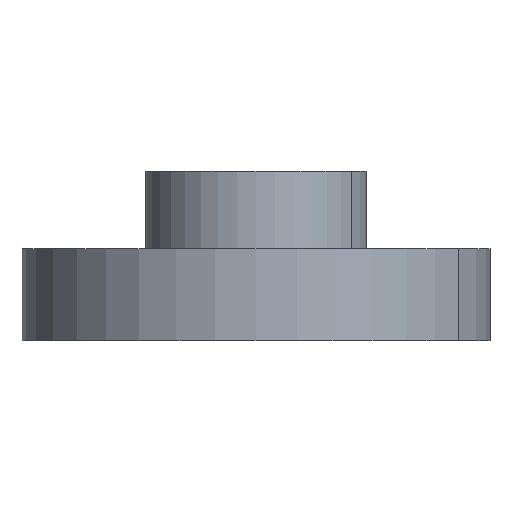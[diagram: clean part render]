
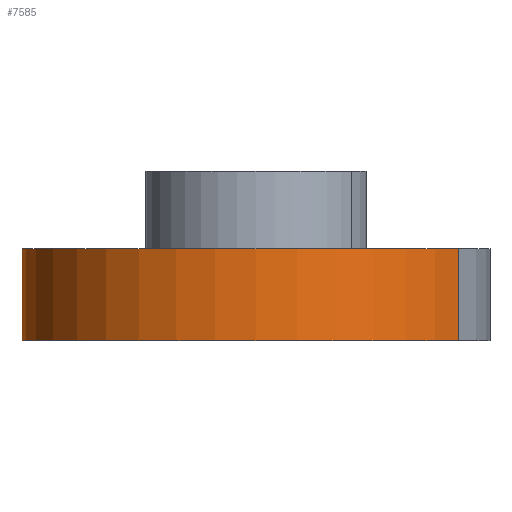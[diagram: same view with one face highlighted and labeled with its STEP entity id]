
A CAD part, left-side view. The second image highlights one B-rep face of the part: STEP entity #7585.
In plain terms, the highlighted cylindrical face has radius 12.7 mm (diameter 25.4 mm), a partial arc.
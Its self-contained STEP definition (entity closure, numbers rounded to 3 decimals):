
#384 = EDGE_CURVE ( 'NONE', #9304, #2568, #9391, .T. ) ;
#659 = VERTEX_POINT ( 'NONE', #3104 ) ;
#688 = CARTESIAN_POINT ( 'NONE',  ( 5.96, 11.217, 1.594 ) ) ;
#736 = CARTESIAN_POINT ( 'NONE',  ( 5.425, 11.484, 1.309 ) ) ;
#807 = CARTESIAN_POINT ( 'NONE',  ( 6.35, 10.999, 1.637 ) ) ;
#873 = EDGE_CURVE ( 'NONE', #8939, #2568, #10646, .T. ) ;
#978 = ORIENTED_EDGE ( 'NONE', *, *, #873, .F. ) ;
#990 = DIRECTION ( 'NONE',  ( 0., 0., -1. ) ) ;
#1228 = VECTOR ( 'NONE', #9548, 1000. ) ;
#1665 = CARTESIAN_POINT ( 'NONE',  ( 4.833, 11.744, -0.215 ) ) ;
#1749 = CARTESIAN_POINT ( 'NONE',  ( 6.349, 10.999, 1.637 ) ) ;
#1770 = CARTESIAN_POINT ( 'NONE',  ( 5.146, 11.611, -1. ) ) ;
#2051 = EDGE_CURVE ( 'NONE', #6470, #659, #4323, .T. ) ;
#2568 = VERTEX_POINT ( 'NONE', #7335 ) ;
#2794 = CARTESIAN_POINT ( 'NONE',  ( 6.35, 10.998, -1.637 ) ) ;
#2840 = CARTESIAN_POINT ( 'NONE',  ( 5.962, 11.216, -1.594 ) ) ;
#2995 = CARTESIAN_POINT ( 'NONE',  ( 4.874, 11.728, -0.425 ) ) ;
#3043 = CARTESIAN_POINT ( 'NONE',  ( 5.031, 11.661, -0.821 ) ) ;
#3104 = CARTESIAN_POINT ( 'NONE',  ( 6.35, 10.998, 1.637 ) ) ;
#3293 = AXIS2_PLACEMENT_3D ( 'NONE', #3696, #7032, #8314 ) ;
#3400 = CARTESIAN_POINT ( 'NONE',  ( 6.35, 10.998, 2.5 ) ) ;
#3414 = CARTESIAN_POINT ( 'NONE',  ( -6.35, -10.999, 2.5 ) ) ;
#3696 = CARTESIAN_POINT ( 'NONE',  ( 0., 0., 2.5 ) ) ;
#3754 = ORIENTED_EDGE ( 'NONE', *, *, #13175, .T. ) ;
#3843 = AXIS2_PLACEMENT_3D ( 'NONE', #5409, #14630, #5455 ) ;
#3951 = DIRECTION ( 'NONE',  ( 0., 0., -1. ) ) ;
#4169 = CARTESIAN_POINT ( 'NONE',  ( 6.348, 10.999, 1.637 ) ) ;
#4323 = LINE ( 'NONE', #5994, #1228 ) ;
#4381 = CARTESIAN_POINT ( 'NONE',  ( 6.35, 10.998, 1.637 ) ) ;
#4956 = DIRECTION ( 'NONE',  ( 0., 0., 1. ) ) ;
#5027 = EDGE_CURVE ( 'NONE', #659, #13250, #11327, .T. ) ;
#5303 = CARTESIAN_POINT ( 'NONE',  ( 5.144, 11.612, 0.997 ) ) ;
#5409 = CARTESIAN_POINT ( 'NONE',  ( 0., 0., 2.5 ) ) ;
#5455 = DIRECTION ( 'NONE',  ( -0.5, -0.866, 0. ) ) ;
#5710 = VECTOR ( 'NONE', #990, 1000. ) ;
#5994 = CARTESIAN_POINT ( 'NONE',  ( 6.35, 10.998, 2.5 ) ) ;
#6470 = VERTEX_POINT ( 'NONE', #10197 ) ;
#6969 = B_SPLINE_CURVE_WITH_KNOTS ( 'NONE', 3,
 ( #9821, #12260, #688, #10931, #736, #7574, #5303, #7626, #9925, #12166, #13439, #12116, #1665, #2995, #13248, #13293, #3043, #1770, #8713, #8666, #9726, #2840, #11084, #12207 ),
 .UNSPECIFIED., .F., .F.,
 ( 4, 2, 2, 2, 2, 2, 2, 2, 2, 2, 2, 4 ),
 ( 0.5, 0.563, 0.625, 0.656, 0.688, 0.75, 0.781, 0.813, 0.844, 0.875, 0.938, 1. ),
 .UNSPECIFIED. ) ;
#7032 = DIRECTION ( 'NONE',  ( 0., 0., 1. ) ) ;
#7132 = CARTESIAN_POINT ( 'NONE',  ( 6.348, 10.999, 1.637 ) ) ;
#7241 = DIRECTION ( 'NONE',  ( 0.5, 0.866, 0. ) ) ;
#7335 = CARTESIAN_POINT ( 'NONE',  ( -6.35, -10.999, -2.5 ) ) ;
#7574 = CARTESIAN_POINT ( 'NONE',  ( 5.21, 11.582, 1.081 ) ) ;
#7585 = ADVANCED_FACE ( 'NONE', ( #10519 ), #12520, .T. ) ;
#7626 = CARTESIAN_POINT ( 'NONE',  ( 5.031, 11.661, 0.82 ) ) ;
#7782 = CARTESIAN_POINT ( 'NONE',  ( 6.349, 10.999, 1.637 ) ) ;
#7825 = CARTESIAN_POINT ( 'NONE',  ( 6.35, 10.998, -2.5 ) ) ;
#8086 = ORIENTED_EDGE ( 'NONE', *, *, #384, .T. ) ;
#8314 = DIRECTION ( 'NONE',  ( 0.5, 0.866, 0. ) ) ;
#8666 = CARTESIAN_POINT ( 'NONE',  ( 5.426, 11.484, -1.309 ) ) ;
#8713 = CARTESIAN_POINT ( 'NONE',  ( 5.211, 11.582, -1.083 ) ) ;
#8794 = ORIENTED_EDGE ( 'NONE', *, *, #2051, .T. ) ;
#8932 = AXIS2_PLACEMENT_3D ( 'NONE', #11762, #4956, #7241 ) ;
#8939 = VERTEX_POINT ( 'NONE', #3414 ) ;
#9304 = VERTEX_POINT ( 'NONE', #7825 ) ;
#9355 = EDGE_LOOP ( 'NONE', ( #9693, #8794, #9950, #12981, #3754, #8086, #978 ) ) ;
#9391 = CIRCLE ( 'NONE', #8932, 12.7 ) ;
#9548 = DIRECTION ( 'NONE',  ( 0., 0., -1. ) ) ;
#9693 = ORIENTED_EDGE ( 'NONE', *, *, #12554, .F. ) ;
#9726 = CARTESIAN_POINT ( 'NONE',  ( 5.597, 11.402, -1.431 ) ) ;
#9821 = CARTESIAN_POINT ( 'NONE',  ( 6.348, 10.999, 1.637 ) ) ;
#9925 = CARTESIAN_POINT ( 'NONE',  ( 4.983, 11.682, 0.726 ) ) ;
#9950 = ORIENTED_EDGE ( 'NONE', *, *, #5027, .T. ) ;
#10007 = CARTESIAN_POINT ( 'NONE',  ( 6.35, 10.999, 1.637 ) ) ;
#10197 = CARTESIAN_POINT ( 'NONE',  ( 6.35, 10.998, 2.5 ) ) ;
#10519 = FACE_OUTER_BOUND ( 'NONE', #9355, .T. ) ;
#10646 = LINE ( 'NONE', #11798, #11366 ) ;
#10931 = CARTESIAN_POINT ( 'NONE',  ( 5.595, 11.403, 1.43 ) ) ;
#11084 = CARTESIAN_POINT ( 'NONE',  ( 6.158, 11.109, -1.637 ) ) ;
#11327 = B_SPLINE_CURVE_WITH_KNOTS ( 'NONE', 3,
 ( #4381, #10007, #807, #1749, #7782, #4169 ),
 .UNSPECIFIED., .F., .F.,
 ( 4, 2, 4 ),
 ( 0.5, 0.5, 0.5 ),
 .UNSPECIFIED. ) ;
#11366 = VECTOR ( 'NONE', #3951, 1000. ) ;
#11658 = LINE ( 'NONE', #3400, #5710 ) ;
#11762 = CARTESIAN_POINT ( 'NONE',  ( 0., 0., -2.5 ) ) ;
#11798 = CARTESIAN_POINT ( 'NONE',  ( -6.35, -10.999, 2.5 ) ) ;
#12064 = CIRCLE ( 'NONE', #3293, 12.7 ) ;
#12116 = CARTESIAN_POINT ( 'NONE',  ( 4.823, 11.749, -0.108 ) ) ;
#12166 = CARTESIAN_POINT ( 'NONE',  ( 4.864, 11.732, 0.427 ) ) ;
#12207 = CARTESIAN_POINT ( 'NONE',  ( 6.35, 10.998, -1.637 ) ) ;
#12260 = CARTESIAN_POINT ( 'NONE',  ( 6.157, 11.11, 1.637 ) ) ;
#12520 = CYLINDRICAL_SURFACE ( 'NONE', #3843, 12.7 ) ;
#12554 = EDGE_CURVE ( 'NONE', #6470, #8939, #12064, .T. ) ;
#12981 = ORIENTED_EDGE ( 'NONE', *, *, #14806, .T. ) ;
#13175 = EDGE_CURVE ( 'NONE', #13446, #9304, #11658, .T. ) ;
#13248 = CARTESIAN_POINT ( 'NONE',  ( 4.904, 11.715, -0.529 ) ) ;
#13250 = VERTEX_POINT ( 'NONE', #7132 ) ;
#13293 = CARTESIAN_POINT ( 'NONE',  ( 4.983, 11.682, -0.727 ) ) ;
#13439 = CARTESIAN_POINT ( 'NONE',  ( 4.823, 11.749, 0.214 ) ) ;
#13446 = VERTEX_POINT ( 'NONE', #2794 ) ;
#14630 = DIRECTION ( 'NONE',  ( 0., 0., -1. ) ) ;
#14806 = EDGE_CURVE ( 'NONE', #13250, #13446, #6969, .T. ) ;
